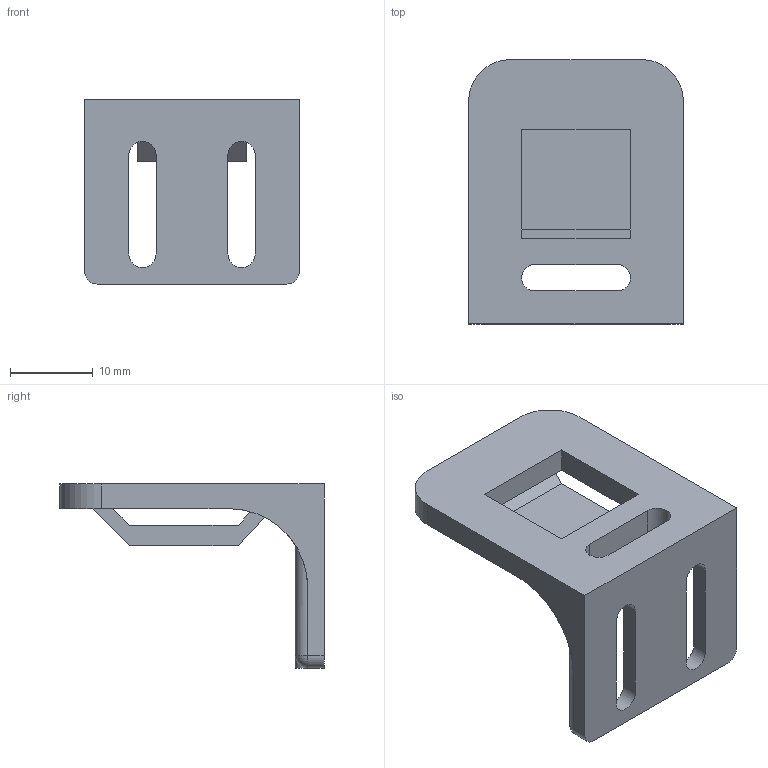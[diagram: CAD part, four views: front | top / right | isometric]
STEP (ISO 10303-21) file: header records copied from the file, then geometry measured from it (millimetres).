
FILE_DESCRIPTION(/* description */ (''),/* implementation_level */ '2;1');
FILE_NAME(/* name */ 'battery_slotter v2.step',/* time_stamp */ '2020-12-14T21:04:05-08:00',/* author */ (''),/* organization */ (''),/* preprocessor_version */ 'ST-DEVELOPER v18.1',/* originating_system */ 'Autodesk Translation Framework v9.7.1.1290',/* authorisation */ '');
FILE_SCHEMA (('AUTOMOTIVE_DESIGN { 1 0 10303 214 3 1 1 }'));
Length unit declared in the file: millimetre
Products named in the file (1): battery_slotter
Bounding box: 26 x 32 x 22.3 mm (x, y, z)
Volume: 3695.4 mm3; surface area: 3555.6 mm2
Topology: 1 solids, 1 shells, 51 faces, 152 edges, 98 vertices
Faces by surface type: plane 32, cylinder 17, sphere 2
Entity records: 1869 total; most frequent: CARTESIAN_POINT 437, ORIENTED_EDGE 300, DIRECTION 284, EDGE_CURVE 150, LINE 106, VECTOR 106, VERTEX_POINT 98, AXIS2_PLACEMENT_3D 89
